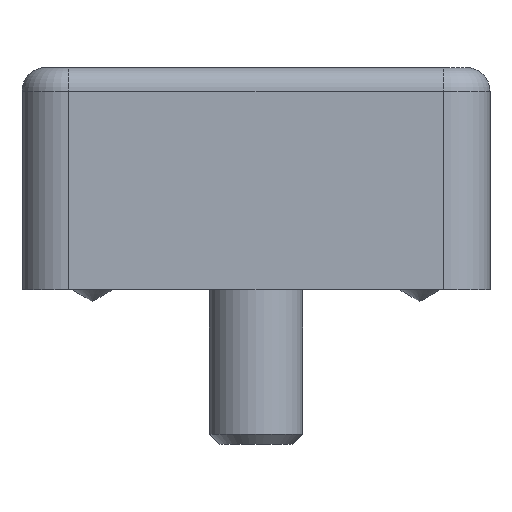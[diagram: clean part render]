
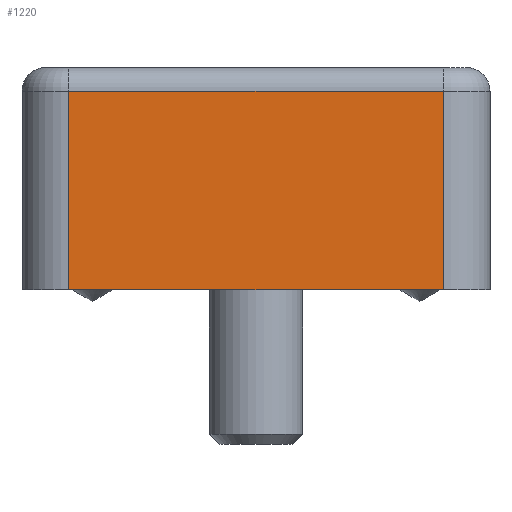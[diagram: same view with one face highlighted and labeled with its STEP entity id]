
A CAD part, front view. The second image highlights one B-rep face of the part: STEP entity #1220.
In plain terms, the highlighted face is planar.
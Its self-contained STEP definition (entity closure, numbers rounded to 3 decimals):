
#1220 = ADVANCED_FACE( '', ( #2659 ), #2660, .F. );
#2659 = FACE_OUTER_BOUND( '', #4611, .T. );
#2660 = PLANE( '', #4612 );
#4611 = EDGE_LOOP( '', ( #8047, #8048, #8049, #8050 ) );
#4612 = AXIS2_PLACEMENT_3D( '', #8051, #8052, #8053 );
#8047 = ORIENTED_EDGE( '', *, *, #11371, .F. );
#8048 = ORIENTED_EDGE( '', *, *, #11886, .T. );
#8049 = ORIENTED_EDGE( '', *, *, #11252, .T. );
#8050 = ORIENTED_EDGE( '', *, *, #11887, .T. );
#8051 = CARTESIAN_POINT( '', ( -46.5, 9.5, -8. ) );
#8052 = DIRECTION( '', ( 1., 0., 0. ) );
#8053 = DIRECTION( '', ( 0., 0., -1. ) );
#11252 = EDGE_CURVE( '', #13260, #13651, #13652, .T. );
#11371 = EDGE_CURVE( '', #12914, #13832, #13833, .T. );
#11886 = EDGE_CURVE( '', #12914, #13260, #14580, .F. );
#11887 = EDGE_CURVE( '', #13651, #13832, #14581, .T. );
#12914 = VERTEX_POINT( '', #15813 );
#13260 = VERTEX_POINT( '', #16265 );
#13651 = VERTEX_POINT( '', #16868 );
#13652 = LINE( '', #16869, #16870 );
#13832 = VERTEX_POINT( '', #17095 );
#13833 = LINE( '', #17096, #17097 );
#14580 = LINE( '', #18153, #18154 );
#14581 = LINE( '', #18155, #18156 );
#15813 = CARTESIAN_POINT( '', ( -46.5, 8.5, 8. ) );
#16265 = CARTESIAN_POINT( '', ( -46.5, 8.5, -8. ) );
#16868 = CARTESIAN_POINT( '', ( -46.5, 0., -8. ) );
#16869 = CARTESIAN_POINT( '', ( -46.5, 9.5, -8. ) );
#16870 = VECTOR( '', #20058, 1000. );
#17095 = CARTESIAN_POINT( '', ( -46.5, 0., 8. ) );
#17096 = CARTESIAN_POINT( '', ( -46.5, 9.5, 8. ) );
#17097 = VECTOR( '', #20236, 1000. );
#18153 = CARTESIAN_POINT( '', ( -46.5, 8.5, -8. ) );
#18154 = VECTOR( '', #20874, 1000. );
#18155 = CARTESIAN_POINT( '', ( -46.5, 0., -8. ) );
#18156 = VECTOR( '', #20875, 1000. );
#20058 = DIRECTION( '', ( 0., -1., 0. ) );
#20236 = DIRECTION( '', ( 0., -1., 0. ) );
#20874 = DIRECTION( '', ( 0., 0., 1. ) );
#20875 = DIRECTION( '', ( 0., 0., 1. ) );
